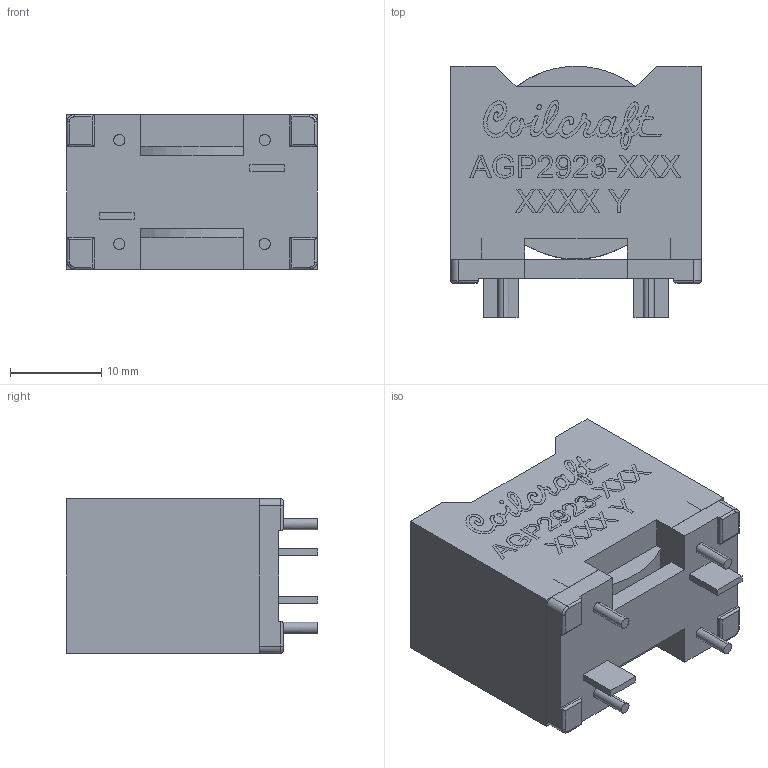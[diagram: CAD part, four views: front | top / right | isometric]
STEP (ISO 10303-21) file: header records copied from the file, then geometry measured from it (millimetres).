
FILE_DESCRIPTION (( 'STEP AP214' ), '1' );
FILE_NAME ('Coilcraft-AGP2923.STEP', '2019-01-11T00:40:23', ( '' ), ( '' ), 'SwSTEP 2.0', 'SolidWorks 2018', '' );
FILE_SCHEMA (( 'AUTOMOTIVE_DESIGN' ));
Length unit declared in the file: millimetre
Products named in the file (1): Coilcraft-AGP2923
Bounding box: 27.43 x 27.55 x 16.97 mm (x, y, z)
Volume: 10047.6 mm3; surface area: 3594.3 mm2
Topology: 1 solids, 1 shells, 123 faces, 654 edges, 560 vertices
Faces by surface type: plane 89, cylinder 30, bspline 4
Entity records: 11612 total; most frequent: CARTESIAN_POINT 6003, ORIENTED_EDGE 1308, EDGE_CURVE 654, VERTEX_POINT 560, B_SPLINE_CURVE_WITH_KNOTS 458, DIRECTION 444, VECTOR 180, LINE 180
